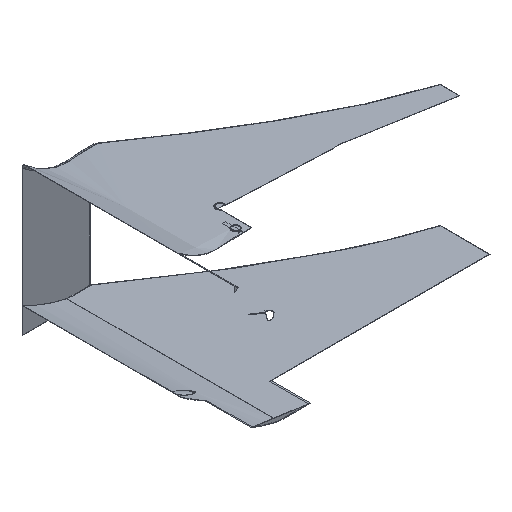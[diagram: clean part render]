
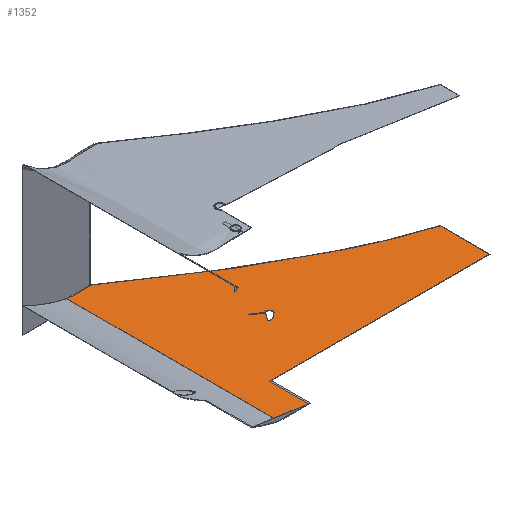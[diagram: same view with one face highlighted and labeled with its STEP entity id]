
A CAD part, isometric view. The second image highlights one B-rep face of the part: STEP entity #1352.
In plain terms, the highlighted planar face has unit normal (0, 0, 1).
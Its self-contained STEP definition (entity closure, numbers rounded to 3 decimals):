
#37=FACE_BOUND('',#272,.T.);
#45=B_SPLINE_CURVE_WITH_KNOTS('',3,(#2106,#2107,#2108,#2109,#2110,#2111,
#2112,#2113,#2114,#2115),.UNSPECIFIED.,.F.,.F.,(4,2,2,2,4),(2.01,
2.017,2.209,2.401,2.516),
 .UNSPECIFIED.);
#54=B_SPLINE_CURVE_WITH_KNOTS('',3,(#2477,#2478,#2479,#2480,#2481,#2482),
 .UNSPECIFIED.,.F.,.F.,(4,2,4),(-104.622,-47.934,-24.867),
 .UNSPECIFIED.);
#102=ELLIPSE('',#1434,43.856,20.);
#104=ELLIPSE('',#1445,16.76,1.);
#105=ELLIPSE('',#1447,7.044,5.262);
#106=ELLIPSE('',#1450,11.603,10.);
#196=FACE_OUTER_BOUND('',#271,.T.);
#271=EDGE_LOOP('',(#1102,#1103,#1104,#1105,#1106,#1107,#1108));
#272=EDGE_LOOP('',(#1109,#1110,#1111,#1112,#1113,#1114,#1115,#1116,#1117,
#1118));
#325=LINE('',#2122,#429);
#330=LINE('',#2132,#434);
#333=LINE('',#2140,#437);
#336=LINE('',#2150,#440);
#339=LINE('',#2165,#443);
#347=LINE('',#2190,#451);
#356=LINE('',#2221,#460);
#362=LINE('',#2232,#466);
#378=LINE('',#2349,#482);
#398=LINE('',#2722,#502);
#399=LINE('',#2907,#503);
#429=VECTOR('',#1629,10.);
#434=VECTOR('',#1636,10.);
#437=VECTOR('',#1643,10.);
#440=VECTOR('',#1656,10.);
#443=VECTOR('',#1663,10.);
#451=VECTOR('',#1685,10.);
#460=VECTOR('',#1698,10.);
#466=VECTOR('',#1708,10.);
#482=VECTOR('',#1740,10.);
#502=VECTOR('',#1794,10.);
#503=VECTOR('',#1799,10.);
#549=VERTEX_POINT('',#2070);
#550=VERTEX_POINT('',#2072);
#552=VERTEX_POINT('',#2105);
#554=VERTEX_POINT('',#2120);
#555=VERTEX_POINT('',#2121);
#559=VERTEX_POINT('',#2130);
#561=VERTEX_POINT('',#2137);
#562=VERTEX_POINT('',#2139);
#564=VERTEX_POINT('',#2145);
#565=VERTEX_POINT('',#2163);
#574=VERTEX_POINT('',#2188);
#575=VERTEX_POINT('',#2189);
#581=VERTEX_POINT('',#2218);
#585=VERTEX_POINT('',#2230);
#602=VERTEX_POINT('',#2348);
#622=VERTEX_POINT('',#2476);
#626=VERTEX_POINT('',#2721);
#688=EDGE_CURVE('',#550,#549,#102,.T.);
#691=EDGE_CURVE('',#552,#550,#45,.T.);
#694=EDGE_CURVE('',#554,#555,#325,.T.);
#699=EDGE_CURVE('',#555,#559,#330,.T.);
#703=EDGE_CURVE('',#562,#561,#333,.T.);
#706=EDGE_CURVE('',#564,#554,#104,.T.);
#709=EDGE_CURVE('',#561,#564,#336,.T.);
#710=EDGE_CURVE('',#549,#562,#105,.T.);
#713=EDGE_CURVE('',#559,#565,#339,.T.);
#714=EDGE_CURVE('',#565,#552,#106,.T.);
#724=EDGE_CURVE('',#574,#575,#347,.T.);
#734=EDGE_CURVE('',#575,#581,#356,.T.);
#740=EDGE_CURVE('',#585,#581,#362,.T.);
#764=EDGE_CURVE('',#574,#602,#378,.T.);
#790=EDGE_CURVE('',#622,#585,#54,.T.);
#799=EDGE_CURVE('',#622,#626,#398,.T.);
#802=EDGE_CURVE('',#602,#626,#399,.F.);
#1102=ORIENTED_EDGE('',*,*,#734,.T.);
#1103=ORIENTED_EDGE('',*,*,#740,.F.);
#1104=ORIENTED_EDGE('',*,*,#790,.F.);
#1105=ORIENTED_EDGE('',*,*,#799,.T.);
#1106=ORIENTED_EDGE('',*,*,#802,.F.);
#1107=ORIENTED_EDGE('',*,*,#764,.F.);
#1108=ORIENTED_EDGE('',*,*,#724,.T.);
#1109=ORIENTED_EDGE('',*,*,#713,.T.);
#1110=ORIENTED_EDGE('',*,*,#714,.T.);
#1111=ORIENTED_EDGE('',*,*,#691,.T.);
#1112=ORIENTED_EDGE('',*,*,#688,.T.);
#1113=ORIENTED_EDGE('',*,*,#710,.T.);
#1114=ORIENTED_EDGE('',*,*,#703,.T.);
#1115=ORIENTED_EDGE('',*,*,#709,.T.);
#1116=ORIENTED_EDGE('',*,*,#706,.T.);
#1117=ORIENTED_EDGE('',*,*,#694,.T.);
#1118=ORIENTED_EDGE('',*,*,#699,.T.);
#1247=PLANE('',#1486);
#1352=ADVANCED_FACE('',(#196,#37),#1247,.T.);
#1434=AXIS2_PLACEMENT_3D('',#2073,#1619,#1620);
#1445=AXIS2_PLACEMENT_3D('',#2146,#1650,#1651);
#1447=AXIS2_PLACEMENT_3D('',#2160,#1657,#1658);
#1450=AXIS2_PLACEMENT_3D('',#2167,#1666,#1667);
#1486=AXIS2_PLACEMENT_3D('',#2906,#1797,#1798);
#1619=DIRECTION('center_axis',(0.,0.,
-1.));
#1620=DIRECTION('ref_axis',(-0.558,-0.83,0.));
#1629=DIRECTION('',(0.74,-0.673,0.));
#1636=DIRECTION('',(0.583,0.812,0.));
#1643=DIRECTION('',(0.583,0.812,0.));
#1650=DIRECTION('center_axis',(0.,0.,
-1.));
#1651=DIRECTION('ref_axis',(-0.812,0.583,0.));
#1656=DIRECTION('',(-0.74,0.673,0.));
#1657=DIRECTION('center_axis',(0.,0.,-1.));
#1658=DIRECTION('ref_axis',(0.83,-0.558,0.));
#1663=DIRECTION('',(0.83,-0.558,0.));
#1666=DIRECTION('center_axis',(0.,0.,
-1.));
#1667=DIRECTION('ref_axis',(0.894,0.448,0.));
#1685=DIRECTION('',(0.,1.,0.));
#1698=DIRECTION('',(1.,0.,0.));
#1708=DIRECTION('',(0.,-1.,0.));
#1740=DIRECTION('',(-1.,0.,0.));
#1794=DIRECTION('',(-1.,0.,0.));
#1797=DIRECTION('center_axis',(0.,0.,
1.));
#1798=DIRECTION('ref_axis',(1.,0.,0.));
#1799=DIRECTION('',(0.,-1.,0.));
#2070=CARTESIAN_POINT('',(-191.319,296.665,-565.484));
#2072=CARTESIAN_POINT('',(-161.706,310.603,-565.484));
#2073=CARTESIAN_POINT('Origin',(-168.535,333.954,-565.484));
#2105=CARTESIAN_POINT('',(-159.149,315.225,-565.484));
#2106=CARTESIAN_POINT('Ctrl Pts',(-159.149,315.225,-565.484));
#2107=CARTESIAN_POINT('Ctrl Pts',(-159.155,315.202,-565.484));
#2108=CARTESIAN_POINT('Ctrl Pts',(-159.161,315.178,-565.484));
#2109=CARTESIAN_POINT('Ctrl Pts',(-159.322,314.534,-565.484));
#2110=CARTESIAN_POINT('Ctrl Pts',(-159.557,313.873,-565.484));
#2111=CARTESIAN_POINT('Ctrl Pts',(-160.166,312.618,-565.484));
#2112=CARTESIAN_POINT('Ctrl Pts',(-160.54,312.024,-565.484));
#2113=CARTESIAN_POINT('Ctrl Pts',(-161.159,311.21,-565.484));
#2114=CARTESIAN_POINT('Ctrl Pts',(-161.421,310.901,-565.484));
#2115=CARTESIAN_POINT('Ctrl Pts',(-161.706,310.603,-565.484));
#2120=CARTESIAN_POINT('',(-180.814,329.546,-565.484));
#2121=CARTESIAN_POINT('',(-175.301,324.53,-565.484));
#2122=CARTESIAN_POINT('',(-77.608,235.627,-565.484));
#2130=CARTESIAN_POINT('',(-171.061,330.435,-565.484));
#2132=CARTESIAN_POINT('',(-112.497,412.007,-565.484));
#2137=CARTESIAN_POINT('',(-177.854,320.974,-565.484));
#2139=CARTESIAN_POINT('',(-194.066,298.393,-565.484));
#2140=CARTESIAN_POINT('',(-112.497,412.007,-565.484));
#2145=CARTESIAN_POINT('',(-205.568,346.194,-565.484));
#2146=CARTESIAN_POINT('Origin',(-193.191,337.87,-565.484));
#2150=CARTESIAN_POINT('',(-80.535,232.411,-565.484));
#2160=CARTESIAN_POINT('Origin',(-190.071,301.931,-565.484));
#2163=CARTESIAN_POINT('',(-162.804,324.882,-565.484));
#2165=CARTESIAN_POINT('',(-66.536,260.142,-565.484));
#2167=CARTESIAN_POINT('Origin',(-170.17,316.295,-565.484));
#2188=CARTESIAN_POINT('',(-360.981,1.,-565.484));
#2189=CARTESIAN_POINT('',(-360.981,126.799,-565.484));
#2190=CARTESIAN_POINT('',(-360.981,-4.512,-565.484));
#2218=CARTESIAN_POINT('',(350.,126.799,-565.484));
#2221=CARTESIAN_POINT('',(-1.983,126.799,-565.484));
#2230=CARTESIAN_POINT('',(350.,286.523,-565.484));
#2232=CARTESIAN_POINT('',(350.,171.25,-565.484));
#2348=CARTESIAN_POINT('',(-456.536,1.,-565.484));
#2349=CARTESIAN_POINT('',(350.,1.,-565.484));
#2476=CARTESIAN_POINT('',(-379.542,684.,-565.484));
#2477=CARTESIAN_POINT('Ctrl Pts',(-379.542,684.,-565.484));
#2478=CARTESIAN_POINT('Ctrl Pts',(-219.247,570.703,-565.484));
#2479=CARTESIAN_POINT('Ctrl Pts',(-41.128,456.438,-565.484));
#2480=CARTESIAN_POINT('Ctrl Pts',(196.995,341.398,-565.484));
#2481=CARTESIAN_POINT('Ctrl Pts',(273.375,309.129,-565.484));
#2482=CARTESIAN_POINT('Ctrl Pts',(350.,286.523,-565.484));
#2721=CARTESIAN_POINT('',(-456.536,684.,-565.484));
#2722=CARTESIAN_POINT('',(350.,684.,-565.484));
#2906=CARTESIAN_POINT('Origin',(350.,0.,-565.484));
#2907=CARTESIAN_POINT('',(-456.536,0.,-565.484));
